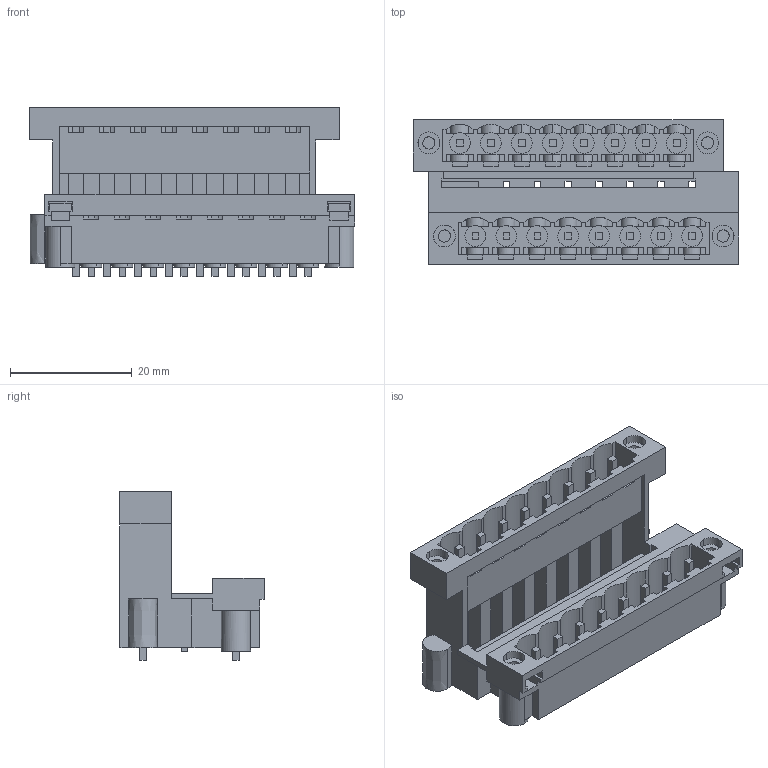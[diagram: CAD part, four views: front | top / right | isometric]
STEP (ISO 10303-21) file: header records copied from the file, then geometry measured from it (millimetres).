
FILE_DESCRIPTION(('CATIA V5 STEP Exchange','CAx-IF Rec.Pracs.--- Model Styling and Organization---1.2---2011-12-15'),'2;1');
FILE_NAME ('D1456921_0_1829190000_1829190000.stp','2018-04-19T13:32:25+00:00',('none'),('Weidmueller'),'CATIA Version 5-6 Release 2014','CATIA V5 STEP AP214','none');
FILE_SCHEMA(('AUTOMOTIVE_DESIGN { 1 0 10303 214 1 1 1 1 }'));
Length unit declared in the file: millimetre
Products named in the file (1): 1829190000
Bounding box: 53.34 x 23.67 x 27.66 mm (x, y, z)
Volume: 7797.2 mm3; surface area: 14236.4 mm2
Topology: 22 solids, 30 shells, 829 faces, 2578 edges, 1784 vertices
Faces by surface type: plane 675, cylinder 150, extrusion 4
Entity records: 27546 total; most frequent: CARTESIAN_POINT 5970, ORIENTED_EDGE 5156, DIRECTION 3360, EDGE_CURVE 2578, VECTOR 2064, LINE 2060, VERTEX_POINT 1784, EDGE_LOOP 904
